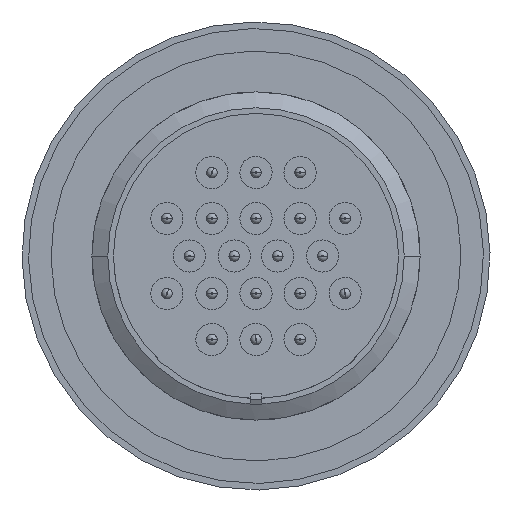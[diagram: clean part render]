
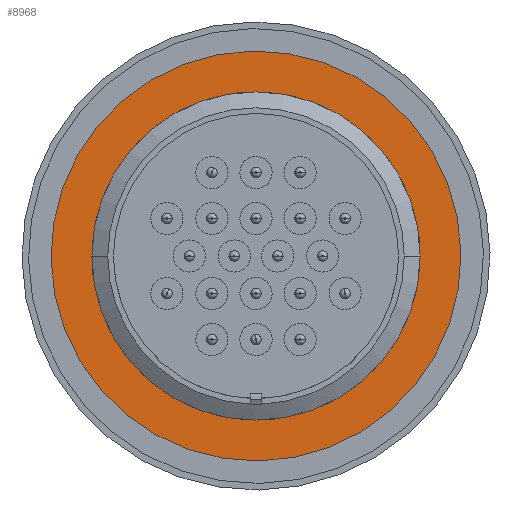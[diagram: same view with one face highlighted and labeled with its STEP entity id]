
A CAD part, front view. The second image highlights one B-rep face of the part: STEP entity #8968.
In plain terms, the highlighted planar face has unit normal (0, -1, 0).
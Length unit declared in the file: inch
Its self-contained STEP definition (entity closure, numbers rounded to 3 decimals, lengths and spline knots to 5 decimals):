
#160 = FACE_BOUND ( 'NONE', #24764, .T. ) ;
#162 = FACE_OUTER_BOUND ( 'NONE', #24715, .T. ) ;
#1484 = AXIS2_PLACEMENT_3D ( 'NONE', #12554, #12555, #12556 ) ;
#1561 = AXIS2_PLACEMENT_3D ( 'NONE', #12869, #12870, #12871 ) ;
#4789 = AXIS2_PLACEMENT_3D ( 'NONE', #13358, #13359, #13360 ) ;
#4815 = AXIS2_PLACEMENT_3D ( 'NONE', #13448, #13449, #13450 ) ;
#5903 = CIRCLE ( 'NONE', #1484, 1.0925 ) ;
#6116 = CIRCLE ( 'NONE', #1561, 0.6875 ) ;
#6769 = ORIENTED_EDGE ( 'NONE', *, *, #8829, .F. ) ;
#6770 = ORIENTED_EDGE ( 'NONE', *, *, #24376, .F. ) ;
#6905 = ORIENTED_EDGE ( 'NONE', *, *, #24344, .T. ) ;
#7234 = ORIENTED_EDGE ( 'NONE', *, *, #8717, .T. ) ;
#8717 = EDGE_CURVE ( 'NONE', #14849, #14236, #5903, .T. ) ;
#8829 = EDGE_CURVE ( 'NONE', #13912, #14143, #6116, .T. ) ;
#8968 = ADVANCED_FACE ( 'NONE', ( #160, #162 ), #11889, .F. ) ;
#11889 = PLANE ( 'NONE',  #19369 ) ;
#11890 = CARTESIAN_POINT ( 'NONE',  ( -1.0924, -2.705, -0.01465 ) ) ;
#11894 = DIRECTION ( 'NONE',  ( 0., 1., 0. ) ) ;
#11895 = DIRECTION ( 'NONE',  ( 0.013, 0., -1. ) ) ;
#12554 = CARTESIAN_POINT ( 'NONE',  ( 0., -2.705, 0. ) ) ;
#12555 = DIRECTION ( 'NONE',  ( 0., -1., 0. ) ) ;
#12556 = DIRECTION ( 'NONE',  ( -0.013, 0., 1. ) ) ;
#12869 = CARTESIAN_POINT ( 'NONE',  ( 0., -2.705, 0. ) ) ;
#12870 = DIRECTION ( 'NONE',  ( 0., -1., 0. ) ) ;
#12871 = DIRECTION ( 'NONE',  ( -0.013, 0., 1. ) ) ;
#13358 = CARTESIAN_POINT ( 'NONE',  ( 0., -2.705, 0. ) ) ;
#13359 = DIRECTION ( 'NONE',  ( 0., -1., 0. ) ) ;
#13360 = DIRECTION ( 'NONE',  ( -0.013, 0., 1. ) ) ;
#13448 = CARTESIAN_POINT ( 'NONE',  ( 0., -2.705, 0. ) ) ;
#13449 = DIRECTION ( 'NONE',  ( 0., -1., 0. ) ) ;
#13450 = DIRECTION ( 'NONE',  ( -0.013, 0., 1. ) ) ;
#13912 = VERTEX_POINT ( 'NONE', #20658 ) ;
#14143 = VERTEX_POINT ( 'NONE', #20889 ) ;
#14236 = VERTEX_POINT ( 'NONE', #20982 ) ;
#14849 = VERTEX_POINT ( 'NONE', #16036 ) ;
#15660 = CIRCLE ( 'NONE', #4789, 1.0925 ) ;
#15698 = CIRCLE ( 'NONE', #4815, 0.6875 ) ;
#16036 = CARTESIAN_POINT ( 'NONE',  ( -0.01465, -2.705, 1.0924 ) ) ;
#19369 = AXIS2_PLACEMENT_3D ( 'NONE', #11890, #11894, #11895 ) ;
#20658 = CARTESIAN_POINT ( 'NONE',  ( -0.00922, -2.705, 0.68744 ) ) ;
#20889 = CARTESIAN_POINT ( 'NONE',  ( 0.00922, -2.705, -0.68744 ) ) ;
#20982 = CARTESIAN_POINT ( 'NONE',  ( 0.01465, -2.705, -1.0924 ) ) ;
#24344 = EDGE_CURVE ( 'NONE', #14236, #14849, #15660, .T. ) ;
#24376 = EDGE_CURVE ( 'NONE', #14143, #13912, #15698, .T. ) ;
#24715 = EDGE_LOOP ( 'NONE', ( #7234, #6905 ) ) ;
#24764 = EDGE_LOOP ( 'NONE', ( #6769, #6770 ) ) ;
